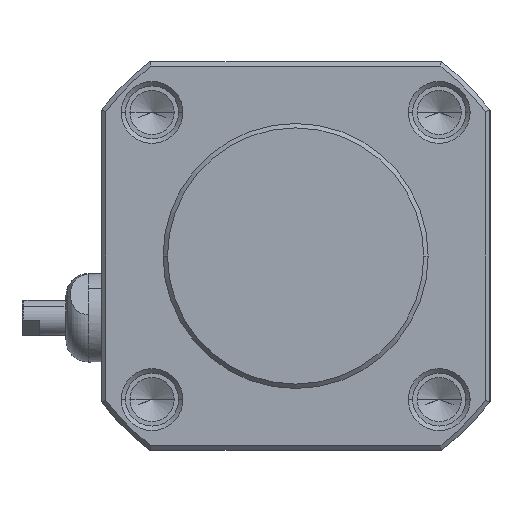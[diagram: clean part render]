
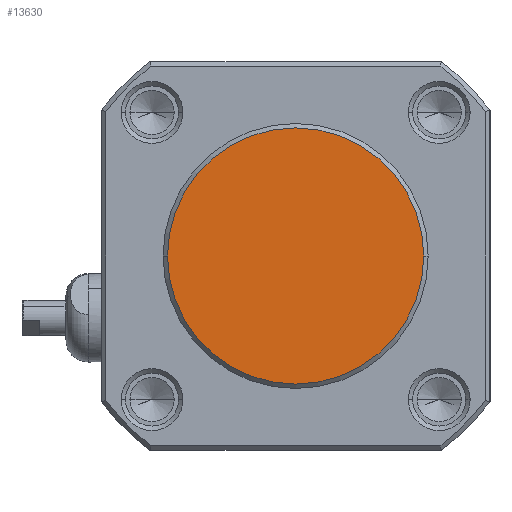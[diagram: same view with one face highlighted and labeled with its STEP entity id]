
A CAD part, left-side view. The second image highlights one B-rep face of the part: STEP entity #13630.
In plain terms, the highlighted planar face has unit normal (-1, 0, 0).
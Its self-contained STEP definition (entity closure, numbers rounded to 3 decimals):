
#141 = AXIS2_PLACEMENT_3D ( 'NONE', #26892, #24313, #7444 ) ;
#537 = CIRCLE ( 'NONE', #25694, 14.5 ) ;
#3013 = EDGE_CURVE ( 'NONE', #20920, #9526, #17582, .T. ) ;
#4712 = CARTESIAN_POINT ( 'NONE',  ( 0., 0., -14.5 ) ) ;
#7444 = DIRECTION ( 'NONE',  ( 0., 0., -1. ) ) ;
#8406 = CARTESIAN_POINT ( 'NONE',  ( 0., 0., 14.5 ) ) ;
#9526 = VERTEX_POINT ( 'NONE', #8406 ) ;
#9658 = DIRECTION ( 'NONE',  ( -1., 0., 0. ) ) ;
#13630 = ADVANCED_FACE ( 'NONE', ( #15532 ), #15706, .F. ) ;
#14655 = AXIS2_PLACEMENT_3D ( 'NONE', #28659, #22991, #20804 ) ;
#15532 = FACE_OUTER_BOUND ( 'NONE', #34340, .T. ) ;
#15706 = PLANE ( 'NONE',  #141 ) ;
#17582 = CIRCLE ( 'NONE', #14655, 14.5 ) ;
#19279 = ORIENTED_EDGE ( 'NONE', *, *, #27719, .T. ) ;
#20804 = DIRECTION ( 'NONE',  ( 0., 0., -1. ) ) ;
#20870 = DIRECTION ( 'NONE',  ( 0., 0., -1. ) ) ;
#20920 = VERTEX_POINT ( 'NONE', #4712 ) ;
#22991 = DIRECTION ( 'NONE',  ( -1., 0., 0. ) ) ;
#24313 = DIRECTION ( 'NONE',  ( 1., 0., 0. ) ) ;
#25694 = AXIS2_PLACEMENT_3D ( 'NONE', #29815, #9658, #20870 ) ;
#26892 = CARTESIAN_POINT ( 'NONE',  ( 0., 0., 0. ) ) ;
#27595 = ORIENTED_EDGE ( 'NONE', *, *, #3013, .T. ) ;
#27719 = EDGE_CURVE ( 'NONE', #9526, #20920, #537, .T. ) ;
#28659 = CARTESIAN_POINT ( 'NONE',  ( 0., 0., 0. ) ) ;
#29815 = CARTESIAN_POINT ( 'NONE',  ( 0., 0., 0. ) ) ;
#34340 = EDGE_LOOP ( 'NONE', ( #27595, #19279 ) ) ;
